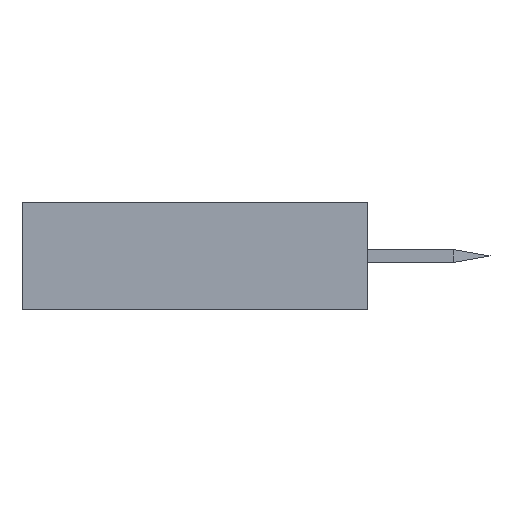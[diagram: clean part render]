
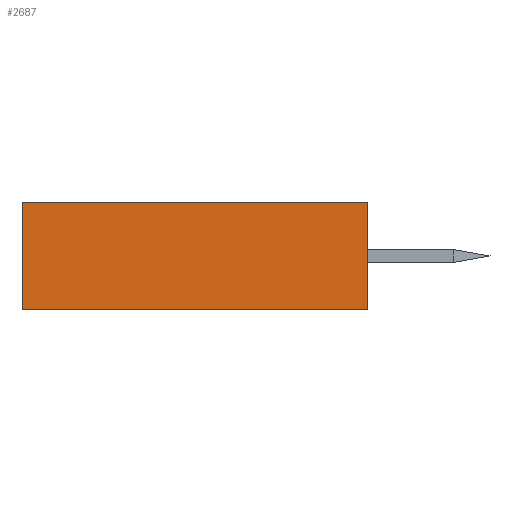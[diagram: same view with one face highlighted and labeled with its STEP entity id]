
A CAD part, left-side view. The second image highlights one B-rep face of the part: STEP entity #2687.
In plain terms, the highlighted planar face has unit normal (-1, 0, 0).
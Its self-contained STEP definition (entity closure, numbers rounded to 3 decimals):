
#59=FACE_OUTER_BOUND('',#234,.T.);
#234=EDGE_LOOP('',(#1817,#1818,#1819,#1820));
#406=LINE('',#3777,#778);
#436=LINE('',#3836,#808);
#437=LINE('',#3839,#809);
#438=LINE('',#3840,#810);
#778=VECTOR('',#3049,10.);
#808=VECTOR('',#3105,10.);
#809=VECTOR('',#3108,10.);
#810=VECTOR('',#3109,10.);
#1149=VERTEX_POINT('',#3774);
#1150=VERTEX_POINT('',#3776);
#1165=VERTEX_POINT('',#3832);
#1167=VERTEX_POINT('',#3838);
#1378=EDGE_CURVE('',#1149,#1150,#406,.T.);
#1408=EDGE_CURVE('',#1165,#1150,#436,.T.);
#1409=EDGE_CURVE('',#1167,#1165,#437,.T.);
#1410=EDGE_CURVE('',#1167,#1149,#438,.T.);
#1817=ORIENTED_EDGE('',*,*,#1409,.T.);
#1818=ORIENTED_EDGE('',*,*,#1408,.T.);
#1819=ORIENTED_EDGE('',*,*,#1378,.F.);
#1820=ORIENTED_EDGE('',*,*,#1410,.F.);
#2513=PLANE('',#2874);
#2687=ADVANCED_FACE('',(#59),#2513,.T.);
#2874=AXIS2_PLACEMENT_3D('',#3837,#3106,#3107);
#3049=DIRECTION('',(0.,0.,1.));
#3105=DIRECTION('',(0.,1.,0.));
#3106=DIRECTION('center_axis',(-1.,0.,0.));
#3107=DIRECTION('ref_axis',(0.,0.,1.));
#3108=DIRECTION('',(0.,0.,1.));
#3109=DIRECTION('',(0.,1.,0.));
#3774=CARTESIAN_POINT('',(-1.27,8.,-1.25));
#3776=CARTESIAN_POINT('',(-1.27,8.,1.25));
#3777=CARTESIAN_POINT('',(-1.27,8.,-1.25));
#3832=CARTESIAN_POINT('',(-1.27,0.,1.25));
#3836=CARTESIAN_POINT('',(-1.27,0.,1.25));
#3837=CARTESIAN_POINT('Origin',(-1.27,0.,-1.25));
#3838=CARTESIAN_POINT('',(-1.27,0.,-1.25));
#3839=CARTESIAN_POINT('',(-1.27,0.,-1.25));
#3840=CARTESIAN_POINT('',(-1.27,0.,-1.25));
